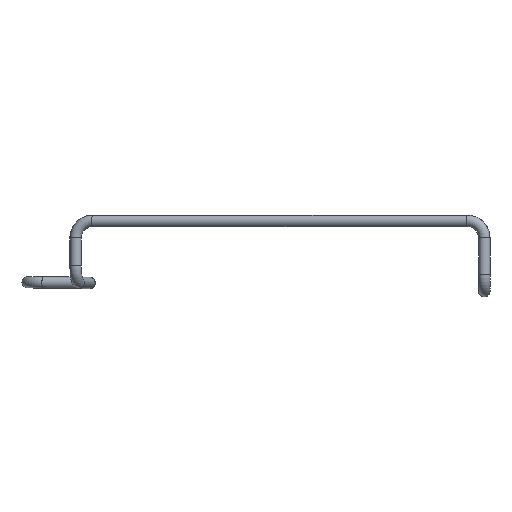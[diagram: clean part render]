
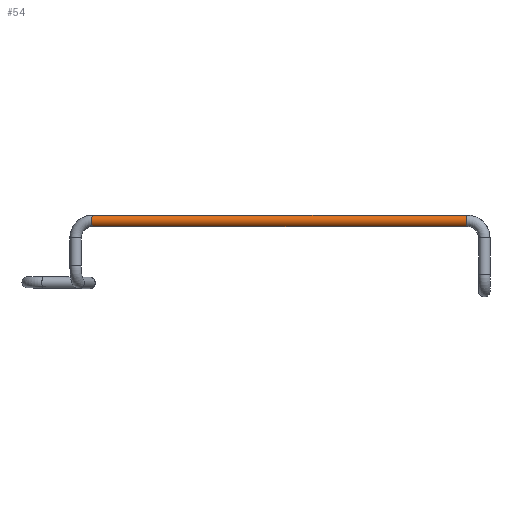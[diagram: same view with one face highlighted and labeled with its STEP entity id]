
A CAD part, left-side view. The second image highlights one B-rep face of the part: STEP entity #54.
In plain terms, the highlighted cylindrical face has radius 0.5 mm (diameter 1 mm), a full revolution.
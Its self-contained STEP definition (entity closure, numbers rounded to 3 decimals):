
#54=ADVANCED_FACE('',(#98,#99),#79,.T.);
#79=CYLINDRICAL_SURFACE('',#333,0.5);
#98=FACE_BOUND('',#148,.T.);
#99=FACE_BOUND('',#149,.T.);
#148=EDGE_LOOP('',(#200));
#149=EDGE_LOOP('',(#201));
#200=ORIENTED_EDGE('',*,*,#275,.T.);
#201=ORIENTED_EDGE('',*,*,#274,.F.);
#248=VERTEX_POINT('',#497);
#249=VERTEX_POINT('',#500);
#274=EDGE_CURVE('',#248,#248,#300,.T.);
#275=EDGE_CURVE('',#249,#249,#301,.T.);
#300=CIRCLE('',#330,0.5);
#301=CIRCLE('',#332,0.5);
#330=AXIS2_PLACEMENT_3D('',#496,#392,#393);
#332=AXIS2_PLACEMENT_3D('',#499,#396,#397);
#333=AXIS2_PLACEMENT_3D('',#501,#398,#399);
#392=DIRECTION('',(-0.14,-0.99,0.));
#393=DIRECTION('',(-0.98,0.138,0.14));
#396=DIRECTION('',(-0.14,-0.99,0.));
#397=DIRECTION('',(-0.98,0.138,0.14));
#398=DIRECTION('',(-0.14,-0.99,0.));
#399=DIRECTION('',(0.99,-0.14,0.));
#496=CARTESIAN_POINT('',(0.21,1.485,6.16));
#497=CARTESIAN_POINT('',(-0.281,1.554,6.23));
#499=CARTESIAN_POINT('',(4.84,34.315,6.16));
#500=CARTESIAN_POINT('',(4.35,34.384,6.23));
#501=CARTESIAN_POINT('',(4.84,34.315,6.16));
